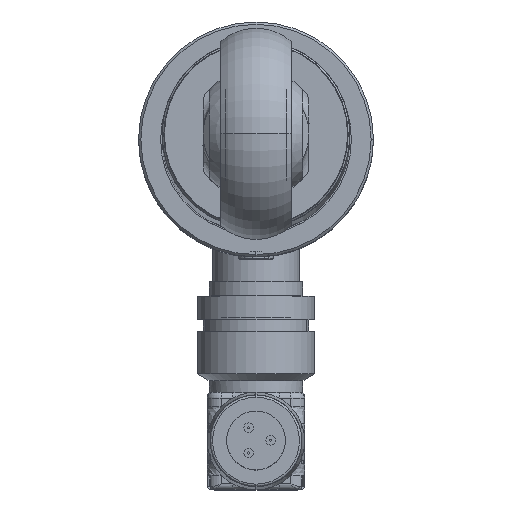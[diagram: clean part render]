
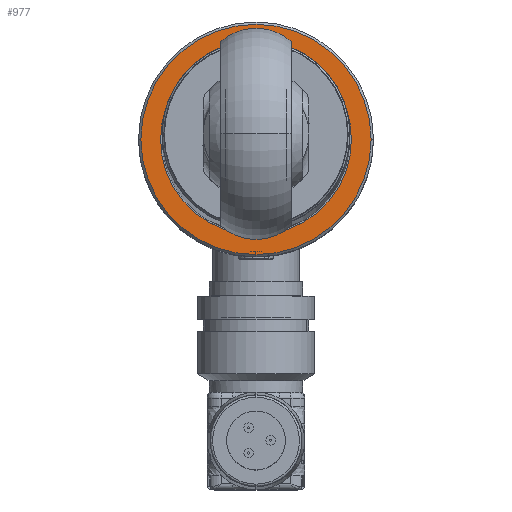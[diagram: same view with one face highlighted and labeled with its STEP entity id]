
A CAD part, top view. The second image highlights one B-rep face of the part: STEP entity #977.
In plain terms, the highlighted planar face has unit normal (0, 0, 1).
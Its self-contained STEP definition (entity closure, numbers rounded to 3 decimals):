
#555 = VERTEX_POINT ( 'NONE', #2650 ) ;
#598 = VERTEX_POINT ( 'NONE', #2861 ) ;
#956 = EDGE_CURVE ( 'NONE', #555, #598, #4082, .T. ) ;
#977 = ADVANCED_FACE ( 'NONE', ( #4124, #4137 ), #4085, .T. ) ;
#979 = ORIENTED_EDGE ( 'NONE', *, *, #17468, .F. ) ;
#1057 = EDGE_LOOP ( 'NONE', ( #17465, #17450 ) ) ;
#2650 = CARTESIAN_POINT ( 'NONE',  ( -9.8, 0., -242.2 ) ) ;
#2861 = CARTESIAN_POINT ( 'NONE',  ( 9.8, 0., -242.2 ) ) ;
#4026 = DIRECTION ( 'NONE',  ( 0., 0., 1. ) ) ;
#4031 = CARTESIAN_POINT ( 'NONE',  ( 0., 0., -242.2 ) ) ;
#4073 = DIRECTION ( 'NONE',  ( -1., 0., 0. ) ) ;
#4074 = AXIS2_PLACEMENT_3D ( 'NONE', #4031, #4026, #4073 ) ;
#4082 = CIRCLE ( 'NONE', #4074, 9.8 ) ;
#4085 = PLANE ( 'NONE',  #4113 ) ;
#4113 = AXIS2_PLACEMENT_3D ( 'NONE', #4161, #4160, #4159 ) ;
#4124 = FACE_OUTER_BOUND ( 'NONE', #1057, .T. ) ;
#4137 = FACE_BOUND ( 'NONE', #17386, .T. ) ;
#4159 = DIRECTION ( 'NONE',  ( -1., 0., 0. ) ) ;
#4160 = DIRECTION ( 'NONE',  ( 0., 0., 1. ) ) ;
#4161 = CARTESIAN_POINT ( 'NONE',  ( 0., 0., -242.2 ) ) ;
#12889 = AXIS2_PLACEMENT_3D ( 'NONE', #12910, #12938, #12937 ) ;
#12905 = CIRCLE ( 'NONE', #12889, 8.125 ) ;
#12910 = CARTESIAN_POINT ( 'NONE',  ( 0., 0., -242.2 ) ) ;
#12917 = CARTESIAN_POINT ( 'NONE',  ( -8.125, 0., -242.2 ) ) ;
#12937 = DIRECTION ( 'NONE',  ( -1., 0., 0. ) ) ;
#12938 = DIRECTION ( 'NONE',  ( 0., 0., 1. ) ) ;
#13017 = CIRCLE ( 'NONE', #13027, 8.125 ) ;
#13025 = DIRECTION ( 'NONE',  ( -1., 0., 0. ) ) ;
#13026 = DIRECTION ( 'NONE',  ( 0., 0., 1. ) ) ;
#13027 = AXIS2_PLACEMENT_3D ( 'NONE', #13029, #13026, #13025 ) ;
#13029 = CARTESIAN_POINT ( 'NONE',  ( 0., 0., -242.2 ) ) ;
#13120 = CARTESIAN_POINT ( 'NONE',  ( 8.125, 0., -242.2 ) ) ;
#13137 = DIRECTION ( 'NONE',  ( -1., 0., 0. ) ) ;
#13138 = DIRECTION ( 'NONE',  ( 0., 0., 1. ) ) ;
#13139 = CARTESIAN_POINT ( 'NONE',  ( 0., 0., -242.2 ) ) ;
#13140 = AXIS2_PLACEMENT_3D ( 'NONE', #13139, #13138, #13137 ) ;
#13159 = CIRCLE ( 'NONE', #13140, 9.8 ) ;
#17330 = ORIENTED_EDGE ( 'NONE', *, *, #17443, .F. ) ;
#17386 = EDGE_LOOP ( 'NONE', ( #17330, #979 ) ) ;
#17443 = EDGE_CURVE ( 'NONE', #17451, #17494, #12905, .T. ) ;
#17450 = ORIENTED_EDGE ( 'NONE', *, *, #956, .T. ) ;
#17451 = VERTEX_POINT ( 'NONE', #12917 ) ;
#17465 = ORIENTED_EDGE ( 'NONE', *, *, #17498, .T. ) ;
#17468 = EDGE_CURVE ( 'NONE', #17494, #17451, #13017, .T. ) ;
#17494 = VERTEX_POINT ( 'NONE', #13120 ) ;
#17498 = EDGE_CURVE ( 'NONE', #598, #555, #13159, .T. ) ;
